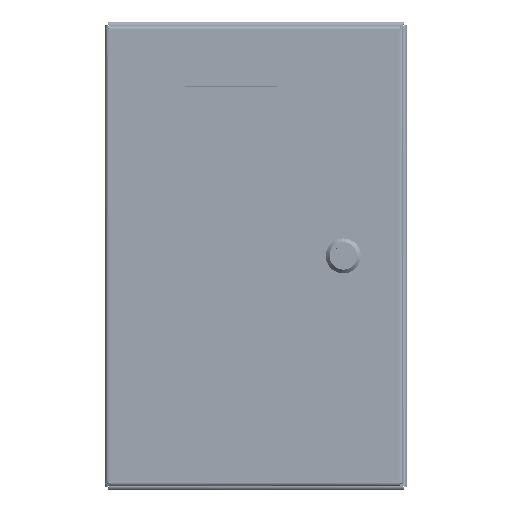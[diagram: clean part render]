
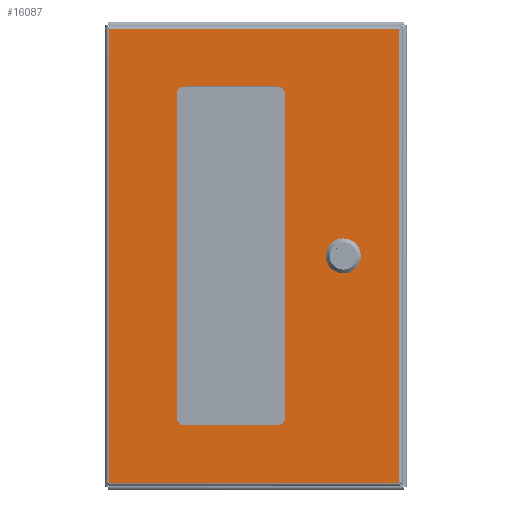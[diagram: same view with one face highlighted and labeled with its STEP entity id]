
A CAD part, top view. The second image highlights one B-rep face of the part: STEP entity #16087.
In plain terms, the highlighted planar face has unit normal (0, 0, 1).
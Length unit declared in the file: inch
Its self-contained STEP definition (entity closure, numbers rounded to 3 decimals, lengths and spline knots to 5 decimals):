
#966=PLANE($,#17386);
#1790=LINE($,#30897,#3013);
#1796=LINE($,#30979,#3019);
#1811=LINE($,#31079,#3034);
#1826=LINE($,#31178,#3049);
#1839=LINE($,#31269,#3062);
#1840=LINE($,#31273,#3063);
#1841=LINE($,#31277,#3064);
#1842=LINE($,#31280,#3065);
#1843=LINE($,#31285,#3066);
#1844=LINE($,#31289,#3067);
#1845=LINE($,#31293,#3068);
#1846=LINE($,#31296,#3069);
#3013=VECTOR($,#20255,14.2895);
#3019=VECTOR($,#20267,9.1645);
#3034=VECTOR($,#20296,9.1645);
#3049=VECTOR($,#20325,14.2895);
#3062=VECTOR($,#20354,2.91);
#3063=VECTOR($,#20357,10.18);
#3064=VECTOR($,#20360,2.91);
#3065=VECTOR($,#20363,10.18);
#3066=VECTOR($,#20366,0.42712);
#3067=VECTOR($,#20369,0.42712);
#3068=VECTOR($,#20372,0.42712);
#3069=VECTOR($,#20375,0.42712);
#3913=FACE_BOUND($,#5674,.T.);
#3914=FACE_BOUND($,#5675,.T.);
#3915=FACE_BOUND($,#5676,.T.);
#5674=EDGE_LOOP($,(#12540,#12541,#12542,#12543,#12544,#12545,#12546,#12547));
#5675=EDGE_LOOP($,(#12548,#12549,#12550,#12551,#12552,#12553,#12554,#12555));
#5676=EDGE_LOOP($,(#12556,#12557,#12558,#12559));
#6554=CIRCLE($,#17387,0.25);
#6555=CIRCLE($,#17388,0.25);
#6556=CIRCLE($,#17389,0.25);
#6557=CIRCLE($,#17390,0.25);
#6558=CIRCLE($,#17391,0.453);
#6559=CIRCLE($,#17392,0.453);
#6560=CIRCLE($,#17393,0.453);
#6561=CIRCLE($,#17394,0.453);
#7526=VERTEX_POINT($,#30888);
#7527=VERTEX_POINT($,#30896);
#7532=VERTEX_POINT($,#30971);
#7542=VERTEX_POINT($,#31078);
#7558=VERTEX_POINT($,#31265);
#7559=VERTEX_POINT($,#31266);
#7560=VERTEX_POINT($,#31268);
#7561=VERTEX_POINT($,#31270);
#7562=VERTEX_POINT($,#31272);
#7563=VERTEX_POINT($,#31274);
#7564=VERTEX_POINT($,#31276);
#7565=VERTEX_POINT($,#31278);
#7566=VERTEX_POINT($,#31281);
#7567=VERTEX_POINT($,#31282);
#7568=VERTEX_POINT($,#31284);
#7569=VERTEX_POINT($,#31286);
#7570=VERTEX_POINT($,#31288);
#7571=VERTEX_POINT($,#31290);
#7572=VERTEX_POINT($,#31292);
#7573=VERTEX_POINT($,#31294);
#9276=EDGE_CURVE($,#7527,#7526,#1790,.T.);
#9286=EDGE_CURVE($,#7526,#7532,#1796,.T.);
#9305=EDGE_CURVE($,#7542,#7527,#1811,.T.);
#9324=EDGE_CURVE($,#7532,#7542,#1826,.T.);
#9340=EDGE_CURVE($,#7558,#7559,#6554,.T.);
#9341=EDGE_CURVE($,#7559,#7560,#1839,.T.);
#9342=EDGE_CURVE($,#7560,#7561,#6555,.T.);
#9343=EDGE_CURVE($,#7561,#7562,#1840,.T.);
#9344=EDGE_CURVE($,#7562,#7563,#6556,.T.);
#9345=EDGE_CURVE($,#7563,#7564,#1841,.T.);
#9346=EDGE_CURVE($,#7564,#7565,#6557,.T.);
#9347=EDGE_CURVE($,#7565,#7558,#1842,.T.);
#9348=EDGE_CURVE($,#7566,#7567,#6558,.T.);
#9349=EDGE_CURVE($,#7567,#7568,#1843,.T.);
#9350=EDGE_CURVE($,#7568,#7569,#6559,.T.);
#9351=EDGE_CURVE($,#7569,#7570,#1844,.T.);
#9352=EDGE_CURVE($,#7570,#7571,#6560,.T.);
#9353=EDGE_CURVE($,#7571,#7572,#1845,.T.);
#9354=EDGE_CURVE($,#7572,#7573,#6561,.T.);
#9355=EDGE_CURVE($,#7573,#7566,#1846,.T.);
#12540=ORIENTED_EDGE($,*,*,#9340,.T.);
#12541=ORIENTED_EDGE($,*,*,#9341,.T.);
#12542=ORIENTED_EDGE($,*,*,#9342,.T.);
#12543=ORIENTED_EDGE($,*,*,#9343,.T.);
#12544=ORIENTED_EDGE($,*,*,#9344,.T.);
#12545=ORIENTED_EDGE($,*,*,#9345,.T.);
#12546=ORIENTED_EDGE($,*,*,#9346,.T.);
#12547=ORIENTED_EDGE($,*,*,#9347,.T.);
#12548=ORIENTED_EDGE($,*,*,#9348,.T.);
#12549=ORIENTED_EDGE($,*,*,#9349,.T.);
#12550=ORIENTED_EDGE($,*,*,#9350,.T.);
#12551=ORIENTED_EDGE($,*,*,#9351,.T.);
#12552=ORIENTED_EDGE($,*,*,#9352,.T.);
#12553=ORIENTED_EDGE($,*,*,#9353,.T.);
#12554=ORIENTED_EDGE($,*,*,#9354,.T.);
#12555=ORIENTED_EDGE($,*,*,#9355,.T.);
#12556=ORIENTED_EDGE($,*,*,#9276,.T.);
#12557=ORIENTED_EDGE($,*,*,#9286,.T.);
#12558=ORIENTED_EDGE($,*,*,#9324,.T.);
#12559=ORIENTED_EDGE($,*,*,#9305,.T.);
#16087=ADVANCED_FACE($,(#3913,#3914,#3915),#966,.T.);
#17386=AXIS2_PLACEMENT_3D($,#31264,#20350,#20351);
#17387=AXIS2_PLACEMENT_3D($,#31267,#20352,#20353);
#17388=AXIS2_PLACEMENT_3D($,#31271,#20355,#20356);
#17389=AXIS2_PLACEMENT_3D($,#31275,#20358,#20359);
#17390=AXIS2_PLACEMENT_3D($,#31279,#20361,#20362);
#17391=AXIS2_PLACEMENT_3D($,#31283,#20364,#20365);
#17392=AXIS2_PLACEMENT_3D($,#31287,#20367,#20368);
#17393=AXIS2_PLACEMENT_3D($,#31291,#20370,#20371);
#17394=AXIS2_PLACEMENT_3D($,#31295,#20373,#20374);
#20255=DIRECTION($,(0.,-1.,0.));
#20267=DIRECTION($,(1.,0.,0.));
#20296=DIRECTION($,(-1.,0.,0.));
#20325=DIRECTION($,(0.,1.,0.));
#20350=DIRECTION('center_axis',(0.,0.,1.));
#20351=DIRECTION('ref_axis',(1.,0.,0.));
#20352=DIRECTION('center_axis',(0.,0.,-1.));
#20353=DIRECTION('ref_axis',(0.,-1.,0.));
#20354=DIRECTION($,(1.,0.,0.));
#20355=DIRECTION('center_axis',(0.,0.,-1.));
#20356=DIRECTION('ref_axis',(-1.,0.,0.));
#20357=DIRECTION($,(0.,-1.,0.));
#20358=DIRECTION('center_axis',(0.,0.,-1.));
#20359=DIRECTION('ref_axis',(0.,1.,0.));
#20360=DIRECTION($,(-1.,0.,0.));
#20361=DIRECTION('center_axis',(0.,0.,-1.));
#20362=DIRECTION('ref_axis',(1.,0.,0.));
#20363=DIRECTION($,(0.,1.,0.));
#20364=DIRECTION('center_axis',(0.,0.,-1.));
#20365=DIRECTION('ref_axis',(0.882,0.471,0.));
#20366=DIRECTION($,(0.,-1.,0.));
#20367=DIRECTION('center_axis',(0.,0.,-1.));
#20368=DIRECTION('ref_axis',(0.471,-0.882,0.));
#20369=DIRECTION($,(-1.,0.,0.));
#20370=DIRECTION('center_axis',(0.,0.,-1.));
#20371=DIRECTION('ref_axis',(-0.882,-0.471,0.));
#20372=DIRECTION($,(0.,1.,0.));
#20373=DIRECTION('center_axis',(0.,0.,-1.));
#20374=DIRECTION('ref_axis',(-0.471,0.882,0.));
#20375=DIRECTION($,(1.,0.,0.));
#30888=CARTESIAN_POINT('',(0.10525,-14.39475,0.074));
#30896=CARTESIAN_POINT('',(0.10525,-0.10525,0.074));
#30897=CARTESIAN_POINT($,(0.10525,-3.67763,0.074));
#30971=CARTESIAN_POINT('',(9.26975,-14.39475,0.074));
#30979=CARTESIAN_POINT($,(2.39638,-14.39475,0.074));
#31078=CARTESIAN_POINT('',(9.26975,-0.10525,0.074));
#31079=CARTESIAN_POINT($,(6.97863,-0.10525,0.074));
#31178=CARTESIAN_POINT($,(9.26975,-10.82238,0.074));
#31264=CARTESIAN_POINT('Origin',(4.6875,-7.25,0.074));
#31265=CARTESIAN_POINT('',(2.25,-2.16,0.074));
#31266=CARTESIAN_POINT('',(2.5,-1.91,0.074));
#31267=CARTESIAN_POINT('Origin',(2.5,-2.16,0.074));
#31268=CARTESIAN_POINT('',(5.41,-1.91,0.074));
#31269=CARTESIAN_POINT($,(3.59375,-1.91,0.074));
#31270=CARTESIAN_POINT('',(5.66,-2.16,0.074));
#31271=CARTESIAN_POINT('Origin',(5.41,-2.16,0.074));
#31272=CARTESIAN_POINT('',(5.66,-12.34,0.074));
#31273=CARTESIAN_POINT($,(5.66,-4.705,0.074));
#31274=CARTESIAN_POINT('',(5.41,-12.59,0.074));
#31275=CARTESIAN_POINT('Origin',(5.41,-12.34,0.074));
#31276=CARTESIAN_POINT('',(2.5,-12.59,0.074));
#31277=CARTESIAN_POINT($,(5.04875,-12.59,0.074));
#31278=CARTESIAN_POINT('',(2.25,-12.34,0.074));
#31279=CARTESIAN_POINT('Origin',(2.5,-12.34,0.074));
#31280=CARTESIAN_POINT($,(2.25,-9.795,0.074));
#31281=CARTESIAN_POINT('',(7.71362,-6.8505,0.074));
#31282=CARTESIAN_POINT('',(7.8995,-7.03644,0.074));
#31283=CARTESIAN_POINT('Origin',(7.49998,-7.24995,0.074));
#31284=CARTESIAN_POINT('',(7.8995,-7.46356,0.074));
#31285=CARTESIAN_POINT($,(7.8995,-7.35678,0.074));
#31286=CARTESIAN_POINT('',(7.71356,-7.6495,0.074));
#31287=CARTESIAN_POINT('Origin',(7.5,-7.25,0.074));
#31288=CARTESIAN_POINT('',(7.28644,-7.6495,0.074));
#31289=CARTESIAN_POINT($,(5.98697,-7.6495,0.074));
#31290=CARTESIAN_POINT('',(7.1005,-7.46356,0.074));
#31291=CARTESIAN_POINT('Origin',(7.5,-7.25,0.074));
#31292=CARTESIAN_POINT('',(7.1005,-7.03644,0.074));
#31293=CARTESIAN_POINT($,(7.1005,-7.14322,0.074));
#31294=CARTESIAN_POINT('',(7.2865,-6.8505,0.074));
#31295=CARTESIAN_POINT('Origin',(7.49998,-7.25005,0.074));
#31296=CARTESIAN_POINT($,(6.20056,-6.8505,0.074));
